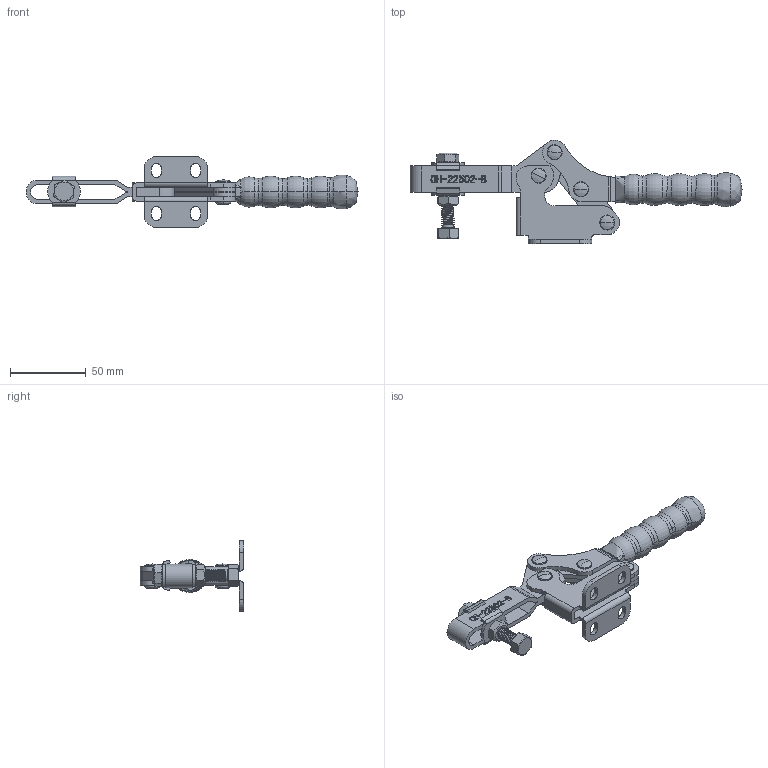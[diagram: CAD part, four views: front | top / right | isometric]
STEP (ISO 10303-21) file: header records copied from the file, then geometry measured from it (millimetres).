
FILE_DESCRIPTION (( 'STEP AP203' ), '1' );
FILE_NAME ('CH-22502-B.STEP', '2017-11-19T02:33:11', ( 'Windows' ), ( 'Microsoft' ), 'SwSTEP 2.0', 'SolidWorks 2015', '' );
FILE_SCHEMA (( 'CONFIG_CONTROL_DESIGN' ));
Length unit declared in the file: millimetre
Products named in the file (10): 22502-B-05; FW516; M8; CH-FC-085012; CH-12502-B-10; 22502-B-01; CH-22502-B; 22502-B-02; 22502-B-04; 22502-B-03
Assembly tree (15 placements, depth 2):
  CH-22502-B
    22502-B-01
    22502-B-02
    22502-B-04  x2
    22502-B-03
    22502-B-05  x4
    FW516  x2
    M8  x2
    CH-FC-085012
    CH-12502-B-10
Bounding box: 219.77 x 68.5 x 47 mm (x, y, z)
Volume: 70560 mm3; surface area: 50520.5 mm2
Topology: 15 solids, 15 shells, 755 faces, 1962 edges, 1265 vertices
Faces by surface type: plane 294, cylinder 241, bspline 124, torus 66, cone 22, sphere 8
Entity records: 30967 total; most frequent: CARTESIAN_POINT 15294, ORIENTED_EDGE 3318, DIRECTION 2551, EDGE_CURVE 1659, VERTEX_POINT 1085, LINE 901, VECTOR 901, AXIS2_PLACEMENT_3D 825
